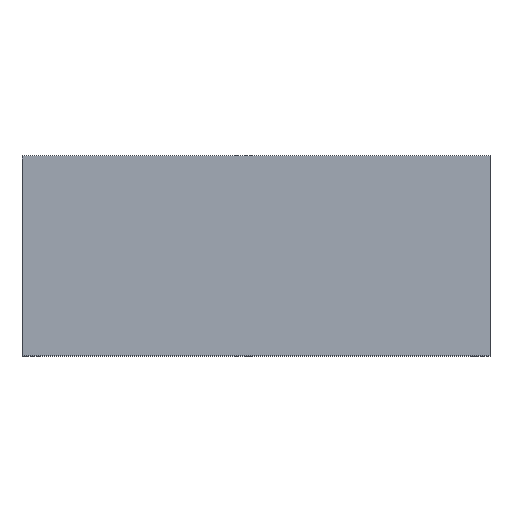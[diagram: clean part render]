
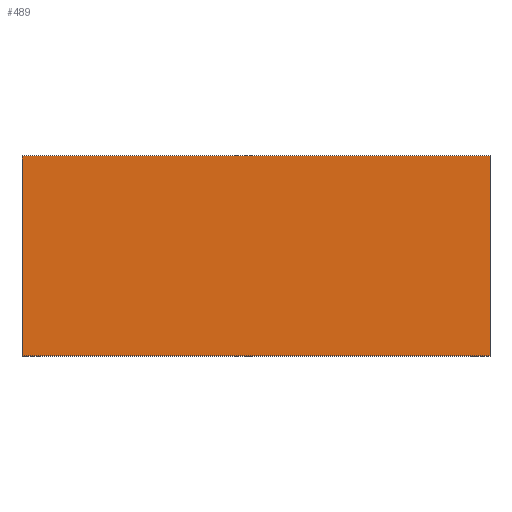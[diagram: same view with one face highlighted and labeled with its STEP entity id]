
A CAD part, top view. The second image highlights one B-rep face of the part: STEP entity #489.
In plain terms, the highlighted planar face has unit normal (0, 0, 1).
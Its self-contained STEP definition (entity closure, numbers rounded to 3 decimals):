
#48=LINE('',#756,#92);
#56=LINE('',#775,#100);
#63=LINE('',#792,#107);
#64=LINE('',#798,#108);
#92=VECTOR('',#603,1000.);
#100=VECTOR('',#617,1000.);
#107=VECTOR('',#632,1000.);
#108=VECTOR('',#639,1000.);
#176=ORIENTED_EDGE('',*,*,#268,.T.);
#177=ORIENTED_EDGE('',*,*,#287,.T.);
#178=ORIENTED_EDGE('',*,*,#278,.T.);
#179=ORIENTED_EDGE('',*,*,#290,.T.);
#268=EDGE_CURVE('',#331,#330,#48,.T.);
#278=EDGE_CURVE('',#339,#338,#56,.T.);
#287=EDGE_CURVE('',#330,#339,#63,.T.);
#290=EDGE_CURVE('',#338,#331,#64,.T.);
#330=VERTEX_POINT('',#755);
#331=VERTEX_POINT('',#757);
#338=VERTEX_POINT('',#774);
#339=VERTEX_POINT('',#776);
#391=EDGE_LOOP('',(#176,#177,#178,#179));
#435=FACE_BOUND('',#391,.T.);
#473=PLANE('',#540);
#489=ADVANCED_FACE('',(#435),#473,.T.);
#540=AXIS2_PLACEMENT_3D('',#799,#640,#641);
#603=DIRECTION('',(0.,-1.,0.));
#617=DIRECTION('',(0.,1.,0.));
#632=DIRECTION('',(1.,0.,0.));
#639=DIRECTION('',(-1.,0.,0.));
#640=DIRECTION('',(0.,0.,1.));
#641=DIRECTION('',(1.,0.,0.));
#755=CARTESIAN_POINT('',(-60.96,-26.035,11.113));
#756=CARTESIAN_POINT('',(-60.96,26.035,11.113));
#757=CARTESIAN_POINT('',(-60.96,26.035,11.113));
#774=CARTESIAN_POINT('',(60.96,26.035,11.113));
#775=CARTESIAN_POINT('',(60.96,-26.035,11.113));
#776=CARTESIAN_POINT('',(60.96,-26.035,11.113));
#792=CARTESIAN_POINT('',(-60.96,-26.035,11.113));
#798=CARTESIAN_POINT('',(60.96,26.035,11.113));
#799=CARTESIAN_POINT('',(0.,0.,11.113));
